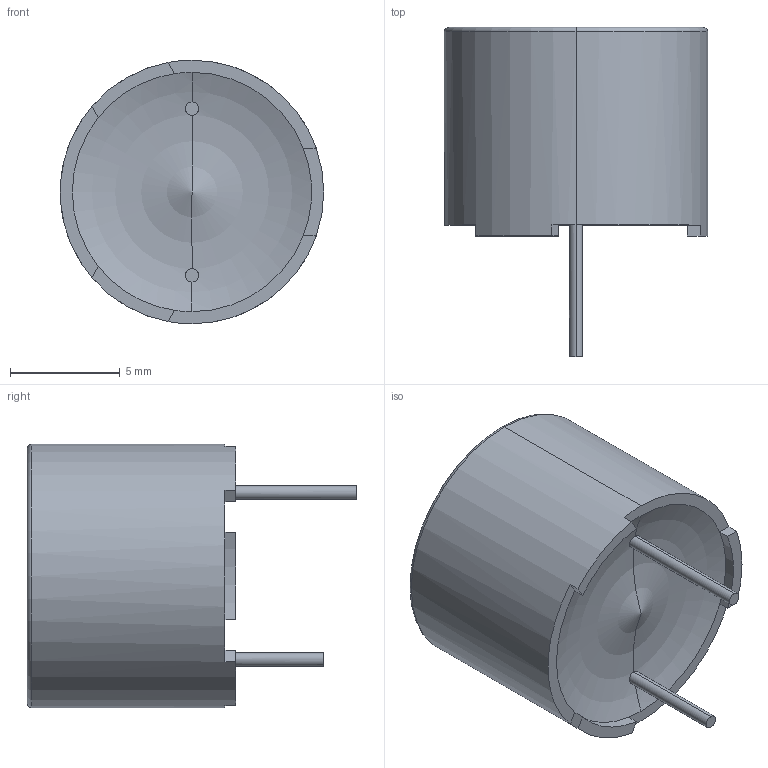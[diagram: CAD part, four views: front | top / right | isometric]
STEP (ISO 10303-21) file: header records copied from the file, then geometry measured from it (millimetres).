
FILE_DESCRIPTION (( 'STEP AP203' ), '1' );
FILE_NAME ('CUI_DEVICES_CMI-1295-0585T.step', '2019-10-20T21:28:45', ( '' ), ( '' ), 'SwSTEP 2.0', 'SolidWorks 2019', '' );
FILE_SCHEMA (( 'CONFIG_CONTROL_DESIGN' ));
Length unit declared in the file: inch
Products named in the file (1): CUI_DEVICES_CMI-1295-0585T
Bounding box: 12 x 15 x 12 mm (x, y, z)
Volume: 972.6 mm3; surface area: 634.5 mm2
Topology: 1 solids, 1 shells, 31 faces, 75 edges, 45 vertices
Faces by surface type: plane 16, cylinder 11, torus 4
Entity records: 1003 total; most frequent: CARTESIAN_POINT 186, DIRECTION 170, ORIENTED_EDGE 146, EDGE_CURVE 73, AXIS2_PLACEMENT_3D 69, VERTEX_POINT 45, CIRCLE 37, EDGE_LOOP 32
